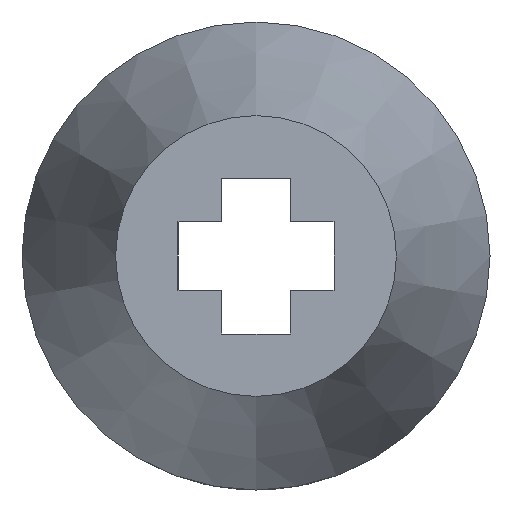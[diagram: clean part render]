
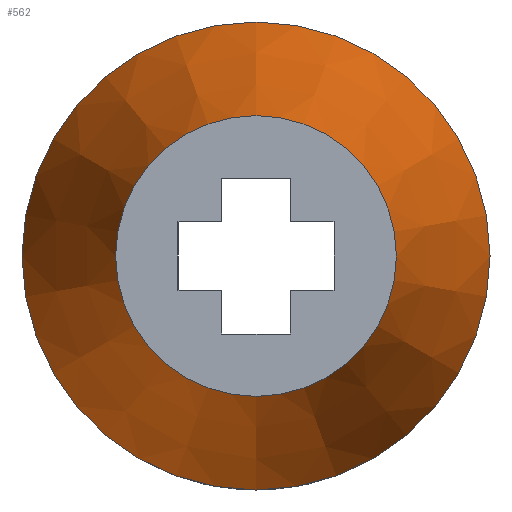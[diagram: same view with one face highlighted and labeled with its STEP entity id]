
A CAD part, left-side view. The second image highlights one B-rep face of the part: STEP entity #562.
In plain terms, the highlighted conical face has half-angle 16.699 degrees and reference radius 6 mm.
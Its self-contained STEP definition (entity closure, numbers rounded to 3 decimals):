
#58=FACE_OUTER_BOUND('',#90,.T.);
#90=EDGE_LOOP('',(#403,#404,#405,#406));
#130=LINE('',#827,#194);
#194=VECTOR('',#665,6.);
#258=CIRCLE('',#610,4.5);
#259=CIRCLE('',#611,7.5);
#273=VERTEX_POINT('',#824);
#274=VERTEX_POINT('',#826);
#324=EDGE_CURVE('',#273,#273,#258,.T.);
#325=EDGE_CURVE('',#273,#274,#130,.T.);
#326=EDGE_CURVE('',#274,#274,#259,.T.);
#403=ORIENTED_EDGE('',*,*,#324,.T.);
#404=ORIENTED_EDGE('',*,*,#325,.T.);
#405=ORIENTED_EDGE('',*,*,#326,.T.);
#406=ORIENTED_EDGE('',*,*,#325,.F.);
#561=CONICAL_SURFACE('',#609,6.,0.291);
#562=ADVANCED_FACE('',(#58),#561,.T.);
#609=AXIS2_PLACEMENT_3D('',#823,#661,#662);
#610=AXIS2_PLACEMENT_3D('',#825,#663,#664);
#611=AXIS2_PLACEMENT_3D('',#828,#666,#667);
#661=DIRECTION('center_axis',(1.,0.,0.));
#662=DIRECTION('ref_axis',(0.,0.,-1.));
#663=DIRECTION('center_axis',(1.,0.,0.));
#664=DIRECTION('ref_axis',(0.,0.,-1.));
#665=DIRECTION('',(0.958,0.,0.287));
#666=DIRECTION('center_axis',(-1.,0.,0.));
#667=DIRECTION('ref_axis',(0.,0.,-1.));
#823=CARTESIAN_POINT('Origin',(-3.,0.,0.));
#824=CARTESIAN_POINT('',(-8.,0.,4.5));
#825=CARTESIAN_POINT('Origin',(-8.,0.,0.));
#826=CARTESIAN_POINT('',(2.,0.,7.5));
#827=CARTESIAN_POINT('',(-3.,0.,6.));
#828=CARTESIAN_POINT('Origin',(2.,0.,0.));
